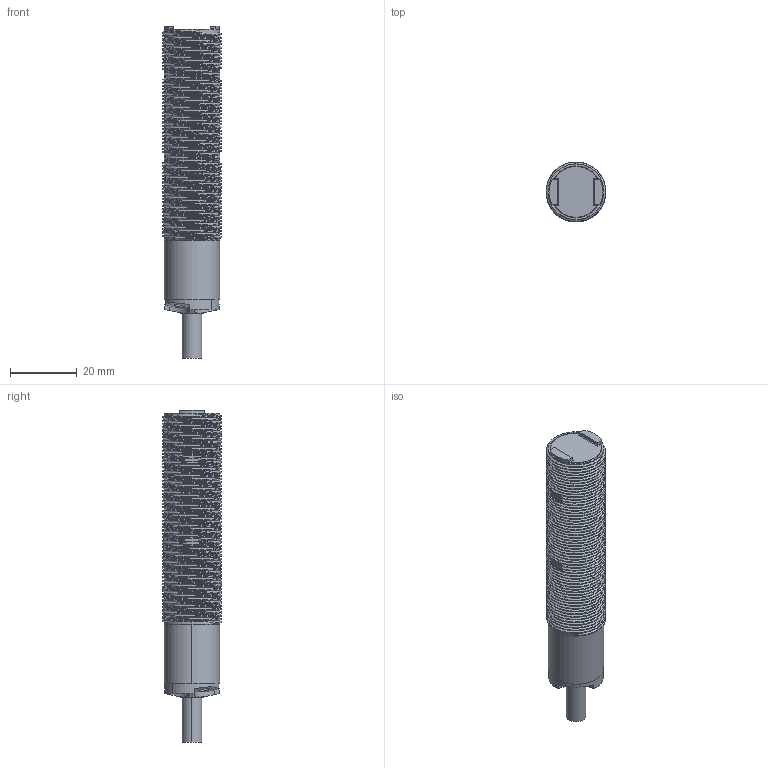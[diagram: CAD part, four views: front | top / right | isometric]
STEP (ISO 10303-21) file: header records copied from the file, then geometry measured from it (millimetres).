
FILE_DESCRIPTION((''),'2;1');
FILE_NAME('155354_ASM','2016-04-25T',('pdmadmin'),(''),'PRO/ENGINEER BY PARAMETRIC TECHNOLOGY CORPORATION, 2016010','PRO/ENGINEER BY PARAMETRIC TECHNOLOGY CORPORATION, 2016010','');
FILE_SCHEMA(('CONFIG_CONTROL_DESIGN'));
Products named in the file (7): 134396; 53834; 119616; 119616_ASM; 34614; 09460_WEB; 155354_ASM
Assembly tree (6 placements, depth 3):
  155354_ASM
    134396
    119616_ASM
      53834
      119616
    34614
    09460_WEB
Bounding box: 17.88 x 17.88 x 99.66 mm (x, y, z)
Volume: 7812.9 mm3; surface area: 16042.4 mm2
Topology: 6 solids, 6 shells, 524 faces, 1353 edges, 854 vertices
Faces by surface type: cylinder 228, plane 161, bspline 83, cone 46, revolution 4, torus 2
Entity records: 46090 total; most frequent: CARTESIAN_POINT 34129, ORIENTED_EDGE 2698, DIRECTION 2053, EDGE_CURVE 1349, VERTEX_POINT 854, AXIS2_PLACEMENT_3D 717, VECTOR 615, LINE 615
